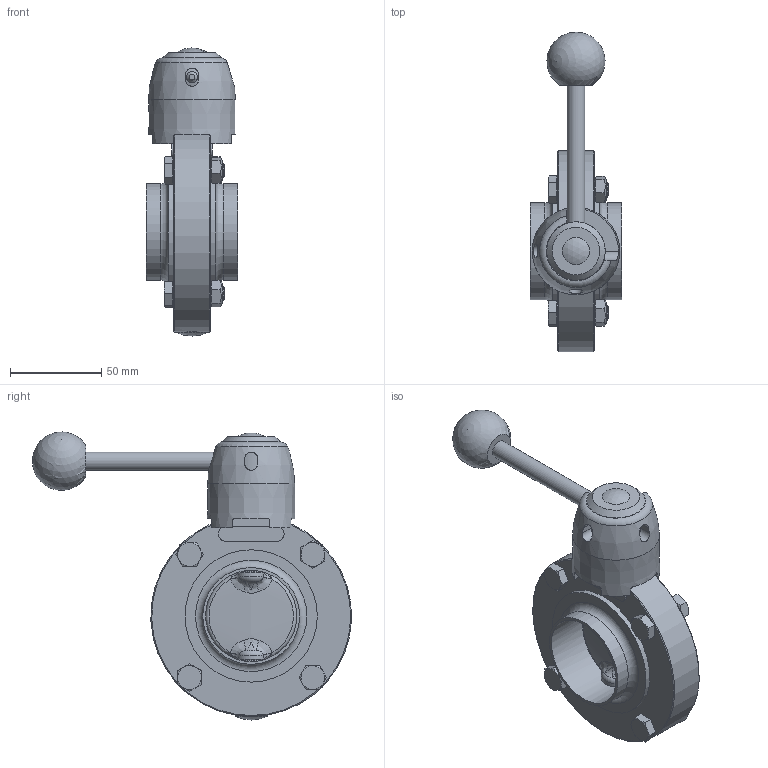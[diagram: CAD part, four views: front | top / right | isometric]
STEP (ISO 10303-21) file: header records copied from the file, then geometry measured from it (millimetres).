
FILE_DESCRIPTION((''),'2;1');
FILE_NAME('52240050XX00.stp','2015-01-08T14:03:16',('hehmen'),(''),'Autodesk Inventor 2011','Autodesk Inventor 2011','');
FILE_SCHEMA(('AUTOMOTIVE_DESIGN { 1 0 10303 214 1 1 1 1 }'));
Length unit declared in the file: millimetre
Products named in the file (1): 52240050XX00
Bounding box: 50 x 174.74 x 157.79 mm (x, y, z)
Volume: 272335 mm3; surface area: 70975.5 mm2
Topology: 3 solids, 10 shells, 364 faces, 952 edges, 595 vertices
Faces by surface type: plane 159, cylinder 82, cone 62, bspline 37, torus 15, sphere 9
Full cylindrical faces by diameter (mm): 4.134 x1, 5.5 x1, 6.2 x1, 6.8 x1, 7.2 x2, 7.323 x4, 8 x8, 8.5 x4, 8.8 x3, 9 x1, 9.8 x1, 10 x1, 10.5 x1, 10.8 x1, 11.4 x4, 12 x2, 12.8 x1, 13.8 x1, 14 x1, 14.2 x2, 31.9 x1, 50 x2, 53 x2, 72.5 x2, 110 x1
Entity records: 12682 total; most frequent: CARTESIAN_POINT 4435, ORIENTED_EDGE 1660, DIRECTION 1487, EDGE_CURVE 830, AXIS2_PLACEMENT_3D 616, VERTEX_POINT 558, EDGE_LOOP 492, STYLED_ITEM 365
